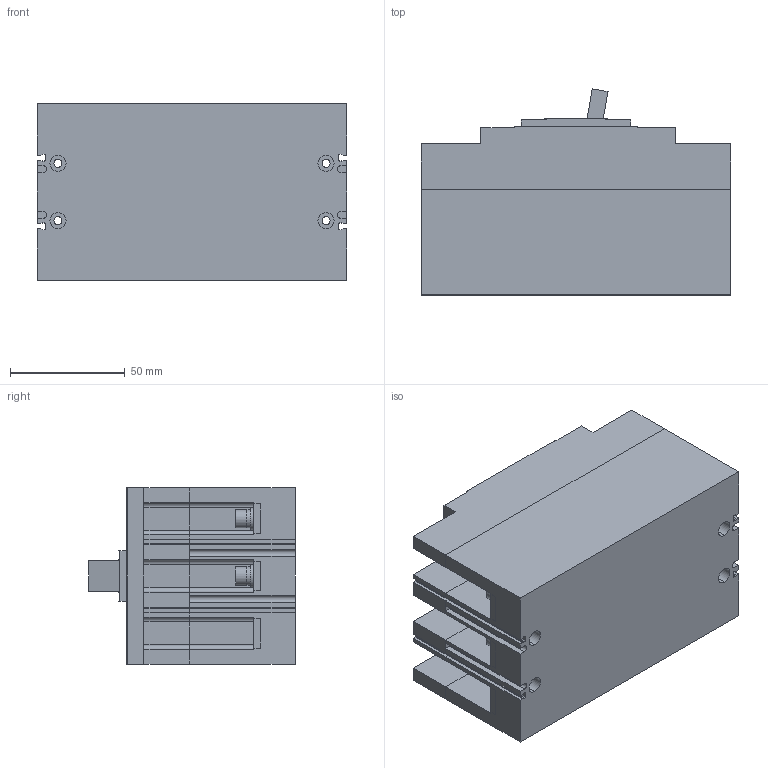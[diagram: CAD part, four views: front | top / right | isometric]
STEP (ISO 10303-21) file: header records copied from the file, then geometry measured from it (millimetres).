
FILE_DESCRIPTION (( 'STEP AP214' ), '1' );
FILE_NAME ('ﾂﾀ-99ﾌ-mccb99-63-16m-(20m-32m-40m-50m-63m).STEP', '2020-12-02T09:44:52', ( '' ), ( '' ), 'SwSTEP 2.0', 'SolidWorks 2019', '' );
FILE_SCHEMA (( 'AUTOMOTIVE_DESIGN' ));
Length unit declared in the file: millimetre
Products named in the file (1): ﾂﾀ-99ﾌ-mccb99-63-16m-(20m-32m-40m-50m-63m)
Bounding box: 135.2 x 90 x 77 mm (x, y, z)
Volume: 662964.5 mm3; surface area: 90516 mm2
Topology: 8 solids, 8 shells, 468 faces, 1317 edges, 905 vertices
Faces by surface type: plane 295, cylinder 133, bspline 40
Entity records: 21007 total; most frequent: CARTESIAN_POINT 7593, ORIENTED_EDGE 2634, DIRECTION 2321, EDGE_CURVE 1317, VERTEX_POINT 905, VECTOR 855, LINE 855, AXIS2_PLACEMENT_3D 733
